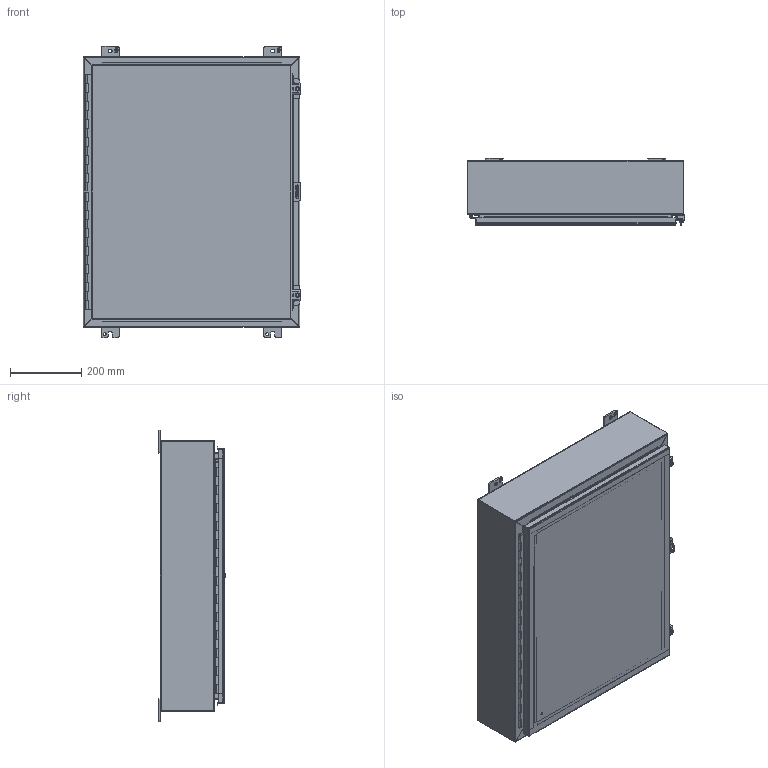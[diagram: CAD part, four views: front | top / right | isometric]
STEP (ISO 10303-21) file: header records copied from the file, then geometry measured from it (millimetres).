
FILE_DESCRIPTION (( 'STEP AP214' ), '1' );
FILE_NAME ('1418K6.STEP', '2019-10-31T18:57:13', ( '' ), ( '' ), 'SwSTEP 2.0', 'SolidWorks 2019', '' );
FILE_SCHEMA (( 'AUTOMOTIVE_DESIGN' ));
Length unit declared in the file: inch
Products named in the file (1): 1418K6
Bounding box: 612.77 x 188.9 x 819.15 mm (x, y, z)
Volume: 4064307.2 mm3; surface area: 4120293.4 mm2
Topology: 38 solids, 38 shells, 1058 faces, 2665 edges, 1713 vertices
Faces by surface type: plane 739, cylinder 267, bspline 46, cone 6
Full cylindrical faces by diameter (mm): 3.175 x1, 4.763 x1, 5.41 x2, 6.198 x2, 6.35 x2, 6.731 x2, 7.137 x2, 7.805 x2, 7.937 x4, 8.382 x4, 9.525 x4, 9.906 x2, 11.113 x4, 11.303 x2, 12.7 x6, 16.51 x4, 25.4 x2
Entity records: 47825 total; most frequent: CARTESIAN_POINT 8455, ORIENTED_EDGE 5206, DIRECTION 4962, EDGE_CURVE 2603, VECTOR 1994, LINE 1994, VERTEX_POINT 1713, AXIS2_PLACEMENT_3D 1484
